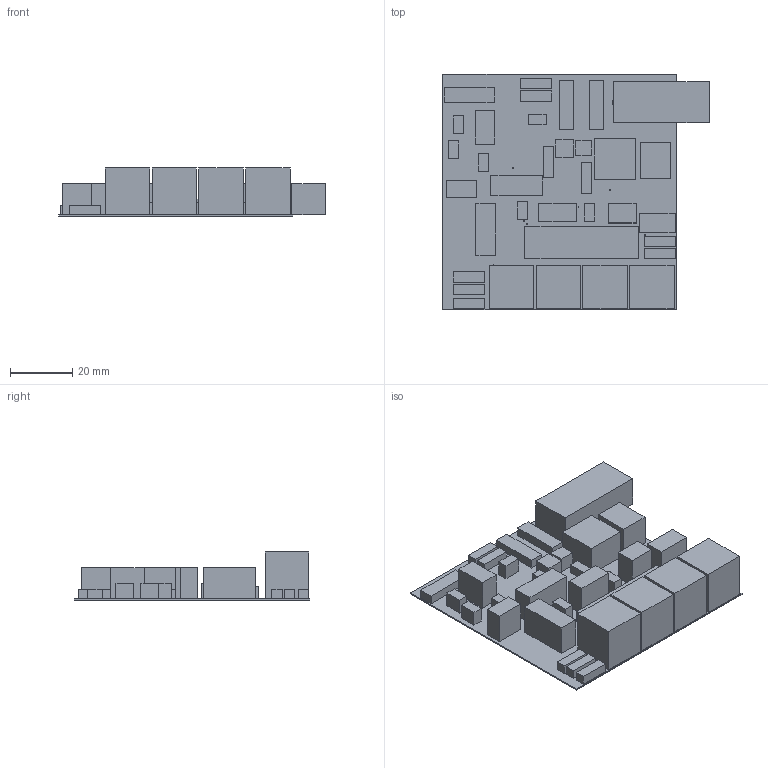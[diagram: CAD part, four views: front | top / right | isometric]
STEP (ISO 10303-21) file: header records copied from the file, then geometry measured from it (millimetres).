
FILE_DESCRIPTION (( 'STEP AP214' ), '1' );
FILE_NAME ('sst_v3.STEP', '2024-05-13T16:35:36', ( '' ), ( '' ), 'SwSTEP 2.0', 'SolidWorks 2023', '' );
FILE_SCHEMA (( 'AUTOMOTIVE_DESIGN' ));
Length unit declared in the file: millimetre
Products named in the file (1): sst_v3
Bounding box: 85.38 x 75.5 x 15.39 mm (x, y, z)
Volume: 30190.6 mm3; surface area: 27485.5 mm2
Topology: 36 solids, 36 shells, 533 faces, 1383 edges, 922 vertices
Faces by surface type: cylinder 316, plane 217
Entity records: 17539 total; most frequent: DIRECTION 3083, CARTESIAN_POINT 2839, ORIENTED_EDGE 2766, EDGE_CURVE 1383, AXIS2_PLACEMENT_3D 1166, VERTEX_POINT 922, EDGE_LOOP 849, LINE 751
